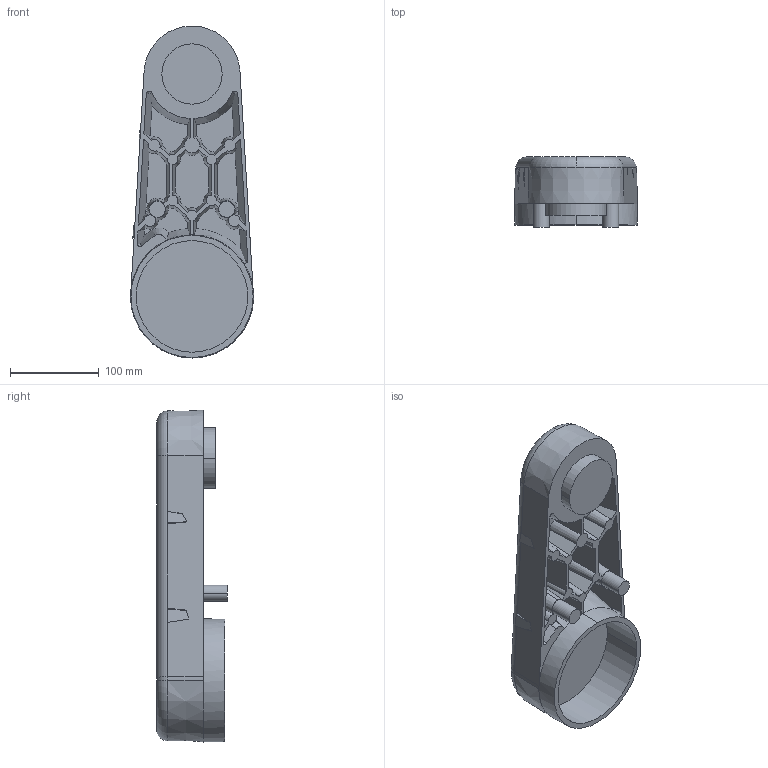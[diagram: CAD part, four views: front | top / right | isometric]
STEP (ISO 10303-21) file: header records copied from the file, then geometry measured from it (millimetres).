
FILE_DESCRIPTION (( 'STEP AP203' ), '1' );
FILE_NAME ('2_Upper arm_Default_sldprt.STEP', '2022-12-29T08:18:19', ( '' ), ( '' ), 'SwSTEP 2.0', 'SolidWorks 2021', '' );
FILE_SCHEMA (( 'CONFIG_CONTROL_DESIGN' ));
Length unit declared in the file: millimetre
Products named in the file (1): 2_Upper arm_Default_sldprt
Bounding box: 138.42 x 79.38 x 373.25 mm (x, y, z)
Volume: 1596695.5 mm3; surface area: 208465.9 mm2
Topology: 1 solids, 1 shells, 143 faces, 382 edges, 247 vertices
Faces by surface type: plane 72, cone 56, cylinder 10, torus 5
Entity records: 4912 total; most frequent: CARTESIAN_POINT 1331, ORIENTED_EDGE 758, DIRECTION 714, EDGE_CURVE 379, AXIS2_PLACEMENT_3D 276, VERTEX_POINT 247, LINE 162, VECTOR 162
